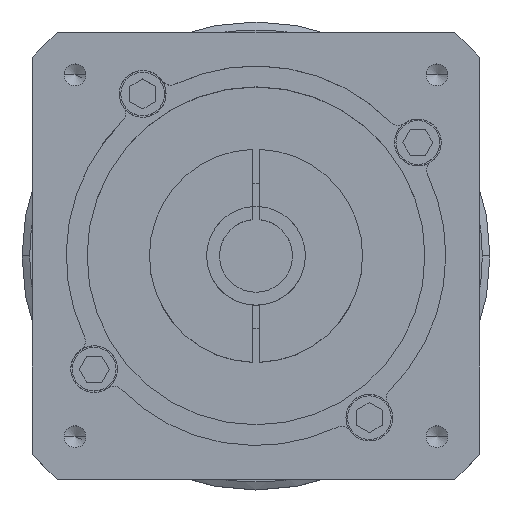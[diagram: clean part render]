
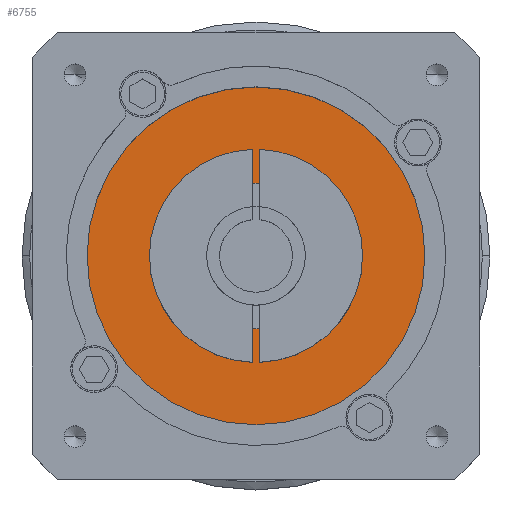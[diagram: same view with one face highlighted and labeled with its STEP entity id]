
A CAD part, top view. The second image highlights one B-rep face of the part: STEP entity #6755.
In plain terms, the highlighted planar face has unit normal (0, 0, 1).
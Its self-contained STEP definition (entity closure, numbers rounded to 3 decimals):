
#81 = DIRECTION ( 'NONE',  ( 1., 0., 0. ) ) ;
#316 = ORIENTED_EDGE ( 'NONE', *, *, #6200, .T. ) ;
#758 = AXIS2_PLACEMENT_3D ( 'NONE', #1425, #6252, #3015 ) ;
#1075 = DIRECTION ( 'NONE',  ( 1., 0., 0. ) ) ;
#1217 = CIRCLE ( 'NONE', #5597, 32.5 ) ;
#1401 = DIRECTION ( 'NONE',  ( 0., 0., 1. ) ) ;
#1425 = CARTESIAN_POINT ( 'NONE',  ( 0., 0., 83.5 ) ) ;
#1735 = VERTEX_POINT ( 'NONE', #5374 ) ;
#1863 = EDGE_CURVE ( 'NONE', #2890, #3893, #4405, .T. ) ;
#2058 = CARTESIAN_POINT ( 'NONE',  ( -14., 0., 83.5 ) ) ;
#2308 = CARTESIAN_POINT ( 'NONE',  ( 14., 0., 83.5 ) ) ;
#2495 = EDGE_LOOP ( 'NONE', ( #316, #5699 ) ) ;
#2594 = DIRECTION ( 'NONE',  ( 0., 0., 1. ) ) ;
#2890 = VERTEX_POINT ( 'NONE', #2308 ) ;
#2998 = PLANE ( 'NONE',  #758 ) ;
#3015 = DIRECTION ( 'NONE',  ( 1., 0., 0. ) ) ;
#3048 = CARTESIAN_POINT ( 'NONE',  ( 0., 0., 83.5 ) ) ;
#3115 = CIRCLE ( 'NONE', #4454, 32.5 ) ;
#3309 = DIRECTION ( 'NONE',  ( 0., 0., 1. ) ) ;
#3605 = DIRECTION ( 'NONE',  ( 1., 0., 0. ) ) ;
#3659 = AXIS2_PLACEMENT_3D ( 'NONE', #5260, #2594, #1075 ) ;
#3893 = VERTEX_POINT ( 'NONE', #2058 ) ;
#3897 = AXIS2_PLACEMENT_3D ( 'NONE', #6548, #3309, #81 ) ;
#4098 = ORIENTED_EDGE ( 'NONE', *, *, #6465, .F. ) ;
#4284 = CIRCLE ( 'NONE', #3897, 14. ) ;
#4337 = VERTEX_POINT ( 'NONE', #5140 ) ;
#4368 = FACE_BOUND ( 'NONE', #5826, .T. ) ;
#4405 = CIRCLE ( 'NONE', #3659, 14. ) ;
#4454 = AXIS2_PLACEMENT_3D ( 'NONE', #4578, #1401, #5131 ) ;
#4578 = CARTESIAN_POINT ( 'NONE',  ( 0., 0., 83.5 ) ) ;
#5131 = DIRECTION ( 'NONE',  ( 1., 0., 0. ) ) ;
#5140 = CARTESIAN_POINT ( 'NONE',  ( 32.5, 0., 83.5 ) ) ;
#5260 = CARTESIAN_POINT ( 'NONE',  ( 0., 0., 83.5 ) ) ;
#5356 = ORIENTED_EDGE ( 'NONE', *, *, #1863, .F. ) ;
#5374 = CARTESIAN_POINT ( 'NONE',  ( -32.5, 0., 83.5 ) ) ;
#5597 = AXIS2_PLACEMENT_3D ( 'NONE', #3048, #6816, #3605 ) ;
#5699 = ORIENTED_EDGE ( 'NONE', *, *, #6728, .T. ) ;
#5812 = FACE_OUTER_BOUND ( 'NONE', #2495, .T. ) ;
#5826 = EDGE_LOOP ( 'NONE', ( #4098, #5356 ) ) ;
#6200 = EDGE_CURVE ( 'NONE', #4337, #1735, #1217, .T. ) ;
#6252 = DIRECTION ( 'NONE',  ( 0., 0., 1. ) ) ;
#6465 = EDGE_CURVE ( 'NONE', #3893, #2890, #4284, .T. ) ;
#6548 = CARTESIAN_POINT ( 'NONE',  ( 0., 0., 83.5 ) ) ;
#6728 = EDGE_CURVE ( 'NONE', #1735, #4337, #3115, .T. ) ;
#6755 = ADVANCED_FACE ( 'NONE', ( #5812, #4368 ), #2998, .T. ) ;
#6816 = DIRECTION ( 'NONE',  ( 0., 0., 1. ) ) ;
